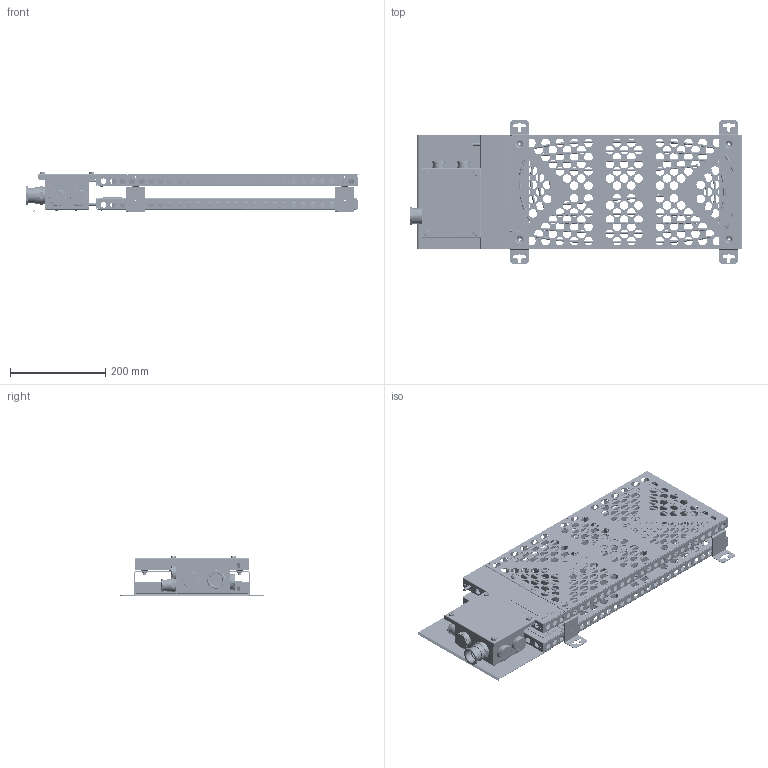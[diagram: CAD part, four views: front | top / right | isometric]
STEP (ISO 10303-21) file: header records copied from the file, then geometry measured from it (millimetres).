
FILE_DESCRIPTION (( 'STEP AP203' ), '1' );
FILE_NAME ('920A107225.STEP', '2020-09-15T12:30:41', ( '' ), ( '' ), 'SwSTEP 2.0', 'SolidWorks 2020', '' );
FILE_SCHEMA (( 'CONFIG_CONTROL_DESIGN' ));
Length unit declared in the file: millimetre
Products named in the file (35): 920A106277 (SINGEL UTEN TERMOSTAT); USLKG10N; 100A8585 (2)_Default<As Machined>; 920A105569; HEAT TRACING CABLE SIZE B; 920A106068 (Dobbel UTEN TERMOSTAT); 920A105751; FBS 2-8; 100A105930; merking nr 1; kontra mutter m20; 920A107006_Default<As Machined>; 920A105382; merking nr n; 920A105566; TEF 7947 M20; UT 2,5; merking nr L; Skrue hylse; 100A8512 (2); Sporskrue M5 for RF bokser; O RING M25 STAHL; 790A4457; Lokk til Koblingsboks TEF 105810_10; UT 6; 920A105383; O RING M20 STAHL; 920A107225; 920A105381; 920A105384; 920A109442; STAHL gland m20; kontra mutter m25; FBS 2-5; M25 R STAHL GLAND
Assembly tree (143 placements, depth 3):
  920A107225
    920A105569
    920A106277 (SINGEL UTEN TERMOSTAT)
      Skrue hylse  x4
      UT 2,5  x2
      UT 6  x4
      100A105930
      920A107006_Default<As Machined>
      100A8512 (2)
      FBS 2-8  x2
      Sporskrue M5 for RF bokser  x4
      kontra mutter m20  x2
      100A8585 (2)_Default<As Machined>
      FBS 2-5
      O RING M20 STAHL  x2
      kontra mutter m25  x5
      STAHL gland m20
      790A4457  x3
      USLKG10N  x3
      merking nr 1  x4
      merking nr n  x4
      TEF 7947 M20
      merking nr L  x4
      M25 R STAHL GLAND
      O RING M25 STAHL
      920A105384
    920A105566  x2
    Skrue hylse  x4
    920A106068 (Dobbel UTEN TERMOSTAT)
      920A107006_Default<As Machined>
      Skrue hylse  x4
      100A105930
      UT 2,5  x2
      merking nr n  x4
      merking nr L  x4
      USLKG10N  x3
      790A4457  x3
      UT 6  x4
      920A105384
      kontra mutter m25  x5
      merking nr 1  x4
      100A8512 (2)
      O RING M20 STAHL  x2
      STAHL gland m20  x2
      M25 R STAHL GLAND
      O RING M25 STAHL
      TEF 7947 M20
      kontra mutter m20  x2
      100A8585 (2)_Default<As Machined>
      FBS 2-8  x2
      Sporskrue M5 for RF bokser  x4
      FBS 2-5
      Lokk til Koblingsboks TEF 105810_10
    920A105381  x2
    920A105382  x2
    920A105383  x2
    920A105751  x2
    HEAT TRACING CABLE SIZE B  x2
    920A109442  x16
Bounding box: 698 x 303 x 85 mm (x, y, z)
Volume: 1626519.2 mm3; surface area: 2070479.4 mm2
Topology: 148 solids, 173 shells, 11484 faces, 30978 edges, 20026 vertices
Faces by surface type: plane 5566, cylinder 4472, bspline 642, cone 526, torus 246, sphere 32
Entity records: 139773 total; most frequent: CARTESIAN_POINT 38284, ORIENTED_EDGE 19824, DIRECTION 19166, EDGE_CURVE 9947, AXIS2_PLACEMENT_3D 6902, VERTEX_POINT 6416, LINE 5362, VECTOR 5362
